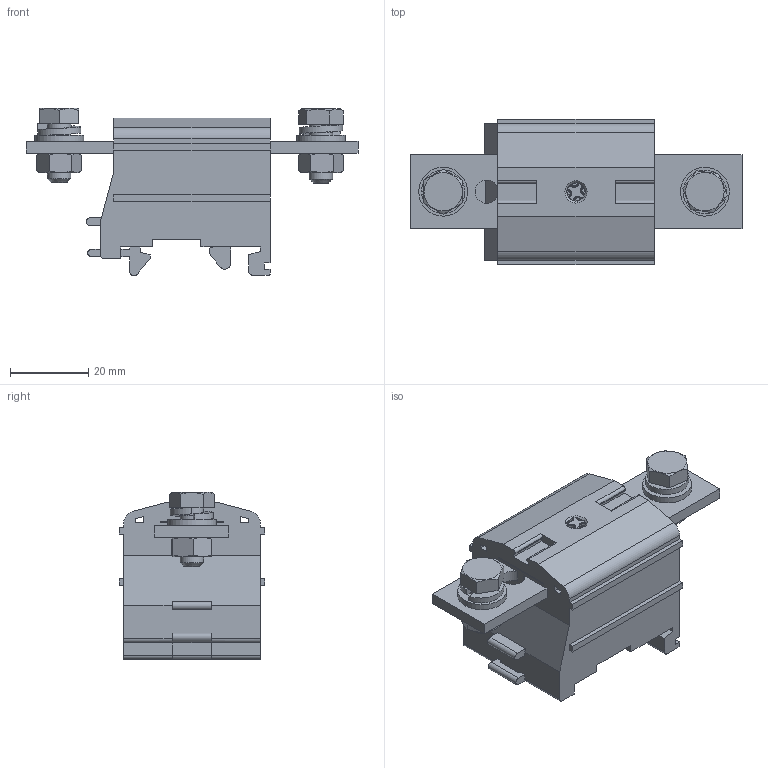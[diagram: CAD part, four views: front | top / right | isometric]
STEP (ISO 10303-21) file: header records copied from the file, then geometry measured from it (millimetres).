
FILE_DESCRIPTION(/* description */ ('Unknown'),/* implementation_level */ '2;1');
FILE_NAME(/* name */ 'DPBB50LN_3D_SOLID',/* time_stamp */ '2025-02-15T15:34:33+05:00',/* author */ ('Unknown'),/* organization */ ('Unknown'),/* preprocessor_version */ 'ST-DEVELOPER v16.7',/* originating_system */ 'Solid Edge',/* authorisation */ 'Unknown');
FILE_SCHEMA (('AUTOMOTIVE_DESIGN {1 0 10303 214 3 1 1}'));
Length unit declared in the file: millimetre
Products named in the file (1): DPBB50LN_3D_SOLID
Bounding box: 85 x 37.2 x 42.84 mm (x, y, z)
Volume: 52379.8 mm3; surface area: 15433.1 mm2
Topology: 1 solids, 1 shells, 308 faces, 821 edges, 524 vertices
Faces by surface type: plane 176, cylinder 55, bspline 37, torus 17, cone 15, sphere 8
Full cylindrical faces by diameter (mm): 4.7 x1, 6 x6, 6.1 x1, 6.6 x2, 12.5 x2
Entity records: 12246 total; most frequent: CARTESIAN_POINT 2828, ORIENTED_EDGE 1560, DIRECTION 1377, EDGE_CURVE 780, VERTEX_POINT 512, LINE 469, VECTOR 469, AXIS2_PLACEMENT_3D 454
